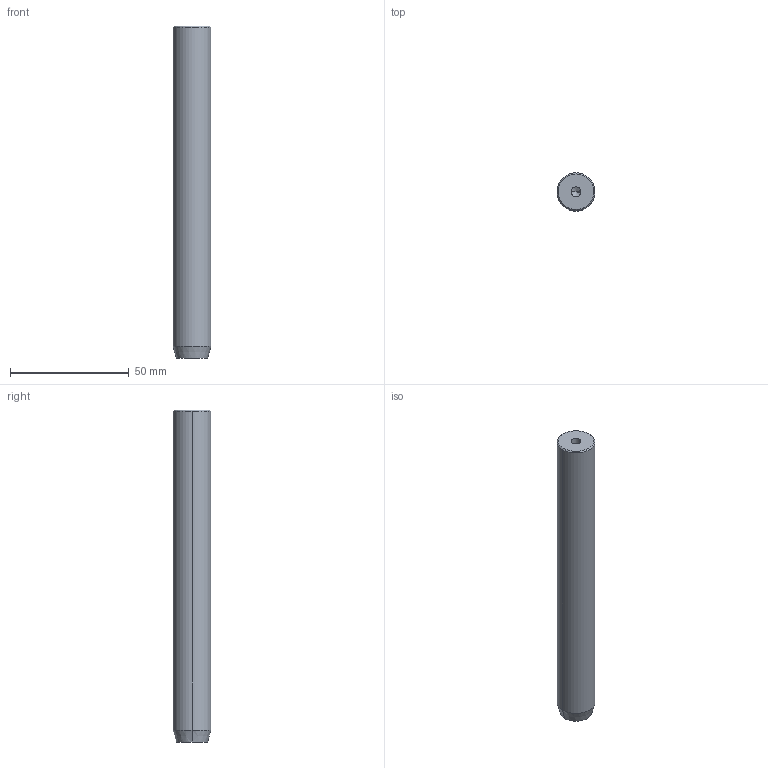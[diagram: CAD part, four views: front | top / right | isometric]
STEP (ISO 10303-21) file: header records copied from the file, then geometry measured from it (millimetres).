
FILE_DESCRIPTION (( 'STEP AP203' ), '1' );
FILE_NAME ('47f0.STEP', '2024-01-02T20:39:05', ( '' ), ( '' ), 'SwSTEP 2.0', 'SolidWorks 2019', '' );
FILE_SCHEMA (( 'CONFIG_CONTROL_DESIGN' ));
Length unit declared in the file: millimetre
Products named in the file (1): 47f0
Bounding box: 16 x 16 x 140 mm (x, y, z)
Volume: 27613.3 mm3; surface area: 7674 mm2
Topology: 1 solids, 1 shells, 19 faces, 42 edges, 25 vertices
Faces by surface type: plane 9, cone 6, cylinder 4
Entity records: 583 total; most frequent: DIRECTION 92, CARTESIAN_POINT 85, ORIENTED_EDGE 80, EDGE_CURVE 40, AXIS2_PLACEMENT_3D 32, VECTOR 28, LINE 28, VERTEX_POINT 25
